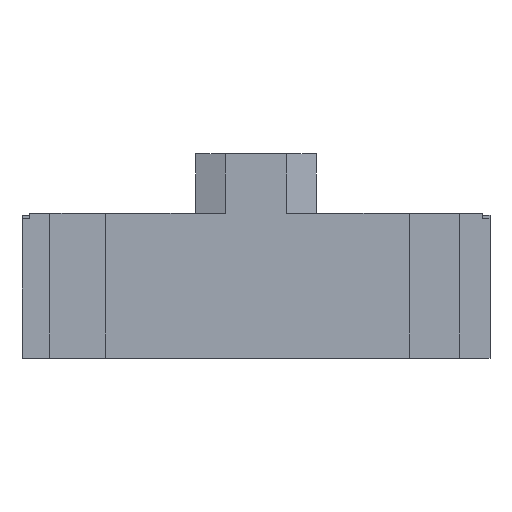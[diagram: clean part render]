
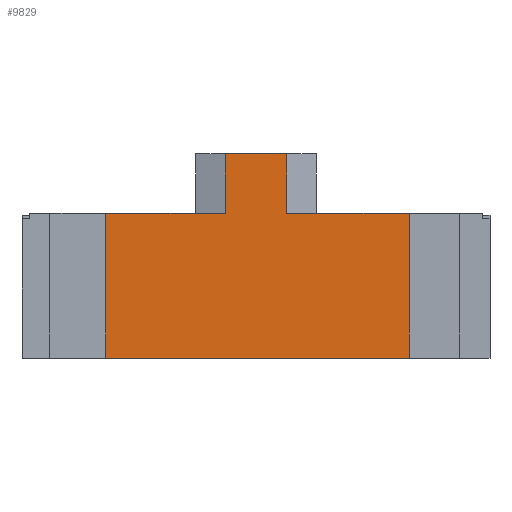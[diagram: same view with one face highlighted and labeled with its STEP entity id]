
A CAD part, front view. The second image highlights one B-rep face of the part: STEP entity #9829.
In plain terms, the highlighted planar face has unit normal (0, -1, 0).
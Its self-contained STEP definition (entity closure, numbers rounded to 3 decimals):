
#44 = PLANE('',#45);
#45 = AXIS2_PLACEMENT_3D('',#46,#47,#48);
#46 = CARTESIAN_POINT('',(-16.,32.,-5.5));
#47 = DIRECTION('',(0.,0.,1.));
#48 = DIRECTION('',(0.,-1.,0.));
#100 = PLANE('',#101);
#101 = AXIS2_PLACEMENT_3D('',#102,#103,#104);
#102 = CARTESIAN_POINT('',(-10.95,15.2,2.3));
#103 = DIRECTION('',(-0.,0.,-1.));
#104 = DIRECTION('',(0.,1.,0.));
#156 = PLANE('',#157);
#157 = AXIS2_PLACEMENT_3D('',#158,#159,#160);
#158 = CARTESIAN_POINT('',(-1.65,-16.,5.5));
#159 = DIRECTION('',(0.,0.,1.));
#160 = DIRECTION('',(1.,0.,-0.));
#212 = PLANE('',#213);
#213 = AXIS2_PLACEMENT_3D('',#214,#215,#216);
#214 = CARTESIAN_POINT('',(-10.95,15.2,2.3));
#215 = DIRECTION('',(-0.,0.,-1.));
#216 = DIRECTION('',(0.,1.,0.));
#609 = VERTEX_POINT('',#610);
#610 = CARTESIAN_POINT('',(-8.1,-15.9,-5.5));
#624 = PLANE('',#625);
#625 = AXIS2_PLACEMENT_3D('',#626,#627,#628);
#626 = CARTESIAN_POINT('',(-8.1,-15.1,2.3));
#627 = DIRECTION('',(-1.,0.,0.));
#628 = DIRECTION('',(0.,-1.,0.));
#636 = EDGE_CURVE('',#609,#637,#639,.T.);
#637 = VERTEX_POINT('',#638);
#638 = CARTESIAN_POINT('',(8.25,-15.9,-5.5));
#639 = SURFACE_CURVE('',#640,(#644,#651),.PCURVE_S1.);
#640 = LINE('',#641,#642);
#641 = CARTESIAN_POINT('',(12.,-15.9,-5.5));
#642 = VECTOR('',#643,1.);
#643 = DIRECTION('',(1.,0.,0.));
#644 = PCURVE('',#44,#645);
#645 = DEFINITIONAL_REPRESENTATION('',(#646),#650);
#646 = LINE('',#647,#648);
#647 = CARTESIAN_POINT('',(47.9,28.));
#648 = VECTOR('',#649,1.);
#649 = DIRECTION('',(0.,1.));
#650 = ( GEOMETRIC_REPRESENTATION_CONTEXT(2) 
PARAMETRIC_REPRESENTATION_CONTEXT() REPRESENTATION_CONTEXT('2D SPACE',''
  ) );
#651 = PCURVE('',#652,#657);
#652 = PLANE('',#653);
#653 = AXIS2_PLACEMENT_3D('',#654,#655,#656);
#654 = CARTESIAN_POINT('',(8.,-15.9,-7.7));
#655 = DIRECTION('',(0.,1.,0.));
#656 = DIRECTION('',(0.,0.,1.));
#657 = DEFINITIONAL_REPRESENTATION('',(#658),#662);
#658 = LINE('',#659,#660);
#659 = CARTESIAN_POINT('',(2.2,4.));
#660 = VECTOR('',#661,1.);
#661 = DIRECTION('',(0.,1.));
#662 = ( GEOMETRIC_REPRESENTATION_CONTEXT(2) 
PARAMETRIC_REPRESENTATION_CONTEXT() REPRESENTATION_CONTEXT('2D SPACE',''
  ) );
#680 = PLANE('',#681);
#681 = AXIS2_PLACEMENT_3D('',#682,#683,#684);
#682 = CARTESIAN_POINT('',(8.25,-15.2,2.3));
#683 = DIRECTION('',(-1.,0.,0.));
#684 = DIRECTION('',(0.,-1.,0.));
#4552 = VERTEX_POINT('',#4553);
#4553 = CARTESIAN_POINT('',(-1.65,-15.9,2.3));
#4567 = PLANE('',#4568);
#4568 = AXIS2_PLACEMENT_3D('',#4569,#4570,#4571);
#4569 = CARTESIAN_POINT('',(-2.45,-15.667,2.3));
#4570 = DIRECTION('',(0.28,0.96,0.));
#4571 = DIRECTION('',(0.,0.,-1.));
#4579 = EDGE_CURVE('',#4552,#4580,#4582,.T.);
#4580 = VERTEX_POINT('',#4581);
#4581 = CARTESIAN_POINT('',(-8.1,-15.9,2.3));
#4582 = SURFACE_CURVE('',#4583,(#4587,#4594),.PCURVE_S1.);
#4583 = LINE('',#4584,#4585);
#4584 = CARTESIAN_POINT('',(12.6,-15.9,2.3));
#4585 = VECTOR('',#4586,1.);
#4586 = DIRECTION('',(-1.,0.,0.));
#4587 = PCURVE('',#212,#4588);
#4588 = DEFINITIONAL_REPRESENTATION('',(#4589),#4593);
#4589 = LINE('',#4590,#4591);
#4590 = CARTESIAN_POINT('',(-31.1,23.55));
#4591 = VECTOR('',#4592,1.);
#4592 = DIRECTION('',(0.,-1.));
#4593 = ( GEOMETRIC_REPRESENTATION_CONTEXT(2) 
PARAMETRIC_REPRESENTATION_CONTEXT() REPRESENTATION_CONTEXT('2D SPACE',''
  ) );
#4594 = PCURVE('',#652,#4595);
#4595 = DEFINITIONAL_REPRESENTATION('',(#4596),#4600);
#4596 = LINE('',#4597,#4598);
#4597 = CARTESIAN_POINT('',(10.,4.6));
#4598 = VECTOR('',#4599,1.);
#4599 = DIRECTION('',(0.,-1.));
#4600 = ( GEOMETRIC_REPRESENTATION_CONTEXT(2) 
PARAMETRIC_REPRESENTATION_CONTEXT() REPRESENTATION_CONTEXT('2D SPACE',''
  ) );
#5006 = VERTEX_POINT('',#5007);
#5007 = CARTESIAN_POINT('',(8.25,-15.9,2.3));
#5028 = EDGE_CURVE('',#5006,#5029,#5031,.T.);
#5029 = VERTEX_POINT('',#5030);
#5030 = CARTESIAN_POINT('',(1.65,-15.9,2.3));
#5031 = SURFACE_CURVE('',#5032,(#5036,#5043),.PCURVE_S1.);
#5032 = LINE('',#5033,#5034);
#5033 = CARTESIAN_POINT('',(12.6,-15.9,2.3));
#5034 = VECTOR('',#5035,1.);
#5035 = DIRECTION('',(-1.,0.,0.));
#5036 = PCURVE('',#100,#5037);
#5037 = DEFINITIONAL_REPRESENTATION('',(#5038),#5042);
#5038 = LINE('',#5039,#5040);
#5039 = CARTESIAN_POINT('',(-31.1,23.55));
#5040 = VECTOR('',#5041,1.);
#5041 = DIRECTION('',(0.,-1.));
#5042 = ( GEOMETRIC_REPRESENTATION_CONTEXT(2) 
PARAMETRIC_REPRESENTATION_CONTEXT() REPRESENTATION_CONTEXT('2D SPACE',''
  ) );
#5043 = PCURVE('',#652,#5044);
#5044 = DEFINITIONAL_REPRESENTATION('',(#5045),#5049);
#5045 = LINE('',#5046,#5047);
#5046 = CARTESIAN_POINT('',(10.,4.6));
#5047 = VECTOR('',#5048,1.);
#5048 = DIRECTION('',(0.,-1.));
#5049 = ( GEOMETRIC_REPRESENTATION_CONTEXT(2) 
PARAMETRIC_REPRESENTATION_CONTEXT() REPRESENTATION_CONTEXT('2D SPACE',''
  ) );
#5067 = PLANE('',#5068);
#5068 = AXIS2_PLACEMENT_3D('',#5069,#5070,#5071);
#5069 = CARTESIAN_POINT('',(2.45,-15.667,2.3));
#5070 = DIRECTION('',(0.28,-0.96,0.));
#5071 = DIRECTION('',(0.,0.,-1.));
#9809 = EDGE_CURVE('',#609,#4580,#9810,.T.);
#9810 = SURFACE_CURVE('',#9811,(#9815,#9822),.PCURVE_S1.);
#9811 = LINE('',#9812,#9813);
#9812 = CARTESIAN_POINT('',(-8.1,-15.9,-1.6));
#9813 = VECTOR('',#9814,1.);
#9814 = DIRECTION('',(0.,-0.,1.));
#9815 = PCURVE('',#624,#9816);
#9816 = DEFINITIONAL_REPRESENTATION('',(#9817),#9821);
#9817 = LINE('',#9818,#9819);
#9818 = CARTESIAN_POINT('',(0.8,-3.9));
#9819 = VECTOR('',#9820,1.);
#9820 = DIRECTION('',(0.,1.));
#9821 = ( GEOMETRIC_REPRESENTATION_CONTEXT(2) 
PARAMETRIC_REPRESENTATION_CONTEXT() REPRESENTATION_CONTEXT('2D SPACE',''
  ) );
#9822 = PCURVE('',#652,#9823);
#9823 = DEFINITIONAL_REPRESENTATION('',(#9824),#9828);
#9824 = LINE('',#9825,#9826);
#9825 = CARTESIAN_POINT('',(6.1,-16.1));
#9826 = VECTOR('',#9827,1.);
#9827 = DIRECTION('',(1.,0.));
#9828 = ( GEOMETRIC_REPRESENTATION_CONTEXT(2) 
PARAMETRIC_REPRESENTATION_CONTEXT() REPRESENTATION_CONTEXT('2D SPACE',''
  ) );
#9829 = ADVANCED_FACE('',(#9830),#652,.F.);
#9830 = FACE_BOUND('',#9831,.F.);
#9831 = EDGE_LOOP('',(#9832,#9833,#9834,#9835,#9858,#9881,#9902,#9903));
#9832 = ORIENTED_EDGE('',*,*,#636,.F.);
#9833 = ORIENTED_EDGE('',*,*,#9809,.T.);
#9834 = ORIENTED_EDGE('',*,*,#4579,.F.);
#9835 = ORIENTED_EDGE('',*,*,#9836,.F.);
#9836 = EDGE_CURVE('',#9837,#4552,#9839,.T.);
#9837 = VERTEX_POINT('',#9838);
#9838 = CARTESIAN_POINT('',(-1.65,-15.9,5.5));
#9839 = SURFACE_CURVE('',#9840,(#9844,#9851),.PCURVE_S1.);
#9840 = LINE('',#9841,#9842);
#9841 = CARTESIAN_POINT('',(-1.65,-15.9,2.3));
#9842 = VECTOR('',#9843,1.);
#9843 = DIRECTION('',(0.,0.,-1.));
#9844 = PCURVE('',#652,#9845);
#9845 = DEFINITIONAL_REPRESENTATION('',(#9846),#9850);
#9846 = LINE('',#9847,#9848);
#9847 = CARTESIAN_POINT('',(10.,-9.65));
#9848 = VECTOR('',#9849,1.);
#9849 = DIRECTION('',(-1.,0.));
#9850 = ( GEOMETRIC_REPRESENTATION_CONTEXT(2) 
PARAMETRIC_REPRESENTATION_CONTEXT() REPRESENTATION_CONTEXT('2D SPACE',''
  ) );
#9851 = PCURVE('',#4567,#9852);
#9852 = DEFINITIONAL_REPRESENTATION('',(#9853),#9857);
#9853 = LINE('',#9854,#9855);
#9854 = CARTESIAN_POINT('',(0.,-0.833));
#9855 = VECTOR('',#9856,1.);
#9856 = DIRECTION('',(1.,-0.));
#9857 = ( GEOMETRIC_REPRESENTATION_CONTEXT(2) 
PARAMETRIC_REPRESENTATION_CONTEXT() REPRESENTATION_CONTEXT('2D SPACE',''
  ) );
#9858 = ORIENTED_EDGE('',*,*,#9859,.F.);
#9859 = EDGE_CURVE('',#9860,#9837,#9862,.T.);
#9860 = VERTEX_POINT('',#9861);
#9861 = CARTESIAN_POINT('',(1.65,-15.9,5.5));
#9862 = SURFACE_CURVE('',#9863,(#9867,#9874),.PCURVE_S1.);
#9863 = LINE('',#9864,#9865);
#9864 = CARTESIAN_POINT('',(3.25,-15.9,5.5));
#9865 = VECTOR('',#9866,1.);
#9866 = DIRECTION('',(-1.,0.,0.));
#9867 = PCURVE('',#652,#9868);
#9868 = DEFINITIONAL_REPRESENTATION('',(#9869),#9873);
#9869 = LINE('',#9870,#9871);
#9870 = CARTESIAN_POINT('',(13.2,-4.75));
#9871 = VECTOR('',#9872,1.);
#9872 = DIRECTION('',(0.,-1.));
#9873 = ( GEOMETRIC_REPRESENTATION_CONTEXT(2) 
PARAMETRIC_REPRESENTATION_CONTEXT() REPRESENTATION_CONTEXT('2D SPACE',''
  ) );
#9874 = PCURVE('',#156,#9875);
#9875 = DEFINITIONAL_REPRESENTATION('',(#9876),#9880);
#9876 = LINE('',#9877,#9878);
#9877 = CARTESIAN_POINT('',(4.9,0.1));
#9878 = VECTOR('',#9879,1.);
#9879 = DIRECTION('',(-1.,0.));
#9880 = ( GEOMETRIC_REPRESENTATION_CONTEXT(2) 
PARAMETRIC_REPRESENTATION_CONTEXT() REPRESENTATION_CONTEXT('2D SPACE',''
  ) );
#9881 = ORIENTED_EDGE('',*,*,#9882,.F.);
#9882 = EDGE_CURVE('',#5029,#9860,#9883,.T.);
#9883 = SURFACE_CURVE('',#9884,(#9888,#9895),.PCURVE_S1.);
#9884 = LINE('',#9885,#9886);
#9885 = CARTESIAN_POINT('',(1.65,-15.9,3.9));
#9886 = VECTOR('',#9887,1.);
#9887 = DIRECTION('',(-0.,0.,1.));
#9888 = PCURVE('',#652,#9889);
#9889 = DEFINITIONAL_REPRESENTATION('',(#9890),#9894);
#9890 = LINE('',#9891,#9892);
#9891 = CARTESIAN_POINT('',(11.6,-6.35));
#9892 = VECTOR('',#9893,1.);
#9893 = DIRECTION('',(1.,0.));
#9894 = ( GEOMETRIC_REPRESENTATION_CONTEXT(2) 
PARAMETRIC_REPRESENTATION_CONTEXT() REPRESENTATION_CONTEXT('2D SPACE',''
  ) );
#9895 = PCURVE('',#5067,#9896);
#9896 = DEFINITIONAL_REPRESENTATION('',(#9897),#9901);
#9897 = LINE('',#9898,#9899);
#9898 = CARTESIAN_POINT('',(-1.6,-0.833));
#9899 = VECTOR('',#9900,1.);
#9900 = DIRECTION('',(-1.,0.));
#9901 = ( GEOMETRIC_REPRESENTATION_CONTEXT(2) 
PARAMETRIC_REPRESENTATION_CONTEXT() REPRESENTATION_CONTEXT('2D SPACE',''
  ) );
#9902 = ORIENTED_EDGE('',*,*,#5028,.F.);
#9903 = ORIENTED_EDGE('',*,*,#9904,.F.);
#9904 = EDGE_CURVE('',#637,#5006,#9905,.T.);
#9905 = SURFACE_CURVE('',#9906,(#9910,#9917),.PCURVE_S1.);
#9906 = LINE('',#9907,#9908);
#9907 = CARTESIAN_POINT('',(8.25,-15.9,-1.6));
#9908 = VECTOR('',#9909,1.);
#9909 = DIRECTION('',(0.,-0.,1.));
#9910 = PCURVE('',#652,#9911);
#9911 = DEFINITIONAL_REPRESENTATION('',(#9912),#9916);
#9912 = LINE('',#9913,#9914);
#9913 = CARTESIAN_POINT('',(6.1,0.25));
#9914 = VECTOR('',#9915,1.);
#9915 = DIRECTION('',(1.,0.));
#9916 = ( GEOMETRIC_REPRESENTATION_CONTEXT(2) 
PARAMETRIC_REPRESENTATION_CONTEXT() REPRESENTATION_CONTEXT('2D SPACE',''
  ) );
#9917 = PCURVE('',#680,#9918);
#9918 = DEFINITIONAL_REPRESENTATION('',(#9919),#9923);
#9919 = LINE('',#9920,#9921);
#9920 = CARTESIAN_POINT('',(0.7,-3.9));
#9921 = VECTOR('',#9922,1.);
#9922 = DIRECTION('',(0.,1.));
#9923 = ( GEOMETRIC_REPRESENTATION_CONTEXT(2) 
PARAMETRIC_REPRESENTATION_CONTEXT() REPRESENTATION_CONTEXT('2D SPACE',''
  ) );
